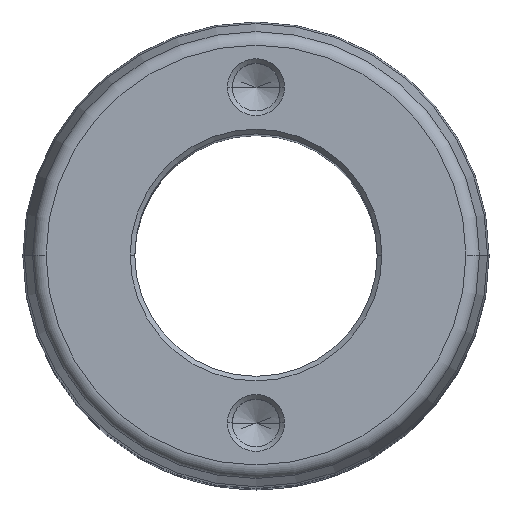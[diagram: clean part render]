
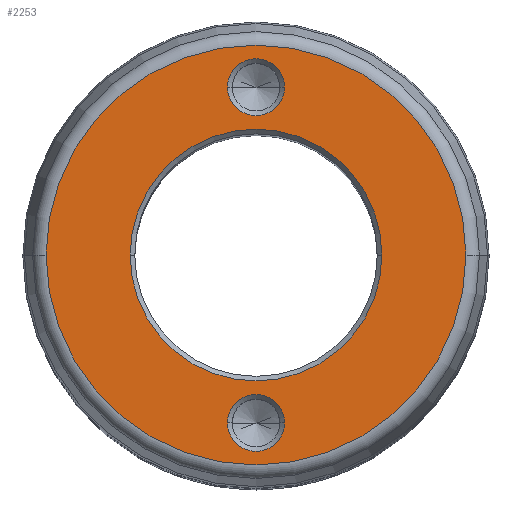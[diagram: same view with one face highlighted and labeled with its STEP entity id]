
A CAD part, top view. The second image highlights one B-rep face of the part: STEP entity #2253.
In plain terms, the highlighted planar face has unit normal (0, 0, 1).
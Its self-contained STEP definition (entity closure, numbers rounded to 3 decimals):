
#26 = EDGE_CURVE ( 'NONE', #2325, #2171, #3075, .T. ) ;
#87 = EDGE_CURVE ( 'NONE', #1559, #2683, #2444, .T. ) ;
#92 = FACE_BOUND ( 'NONE', #3237, .T. ) ;
#140 = AXIS2_PLACEMENT_3D ( 'NONE', #2183, #1287, #1259 ) ;
#168 = DIRECTION ( 'NONE',  ( 0., 0., -1. ) ) ;
#228 = CARTESIAN_POINT ( 'NONE',  ( 0., 0., 224. ) ) ;
#276 = CARTESIAN_POINT ( 'NONE',  ( 0., -36., 224. ) ) ;
#280 = DIRECTION ( 'NONE',  ( 0., 0., 1. ) ) ;
#307 = ORIENTED_EDGE ( 'NONE', *, *, #3059, .T. ) ;
#347 = AXIS2_PLACEMENT_3D ( 'NONE', #401, #3048, #3271 ) ;
#401 = CARTESIAN_POINT ( 'NONE',  ( 0., 0., 224. ) ) ;
#516 = CARTESIAN_POINT ( 'NONE',  ( 0., -36., 224. ) ) ;
#629 = CARTESIAN_POINT ( 'NONE',  ( 6.1, -36., 224. ) ) ;
#681 = CIRCLE ( 'NONE', #3722, 6.1 ) ;
#720 = CARTESIAN_POINT ( 'NONE',  ( 6.1, 36., 224. ) ) ;
#724 = CARTESIAN_POINT ( 'NONE',  ( 0., 0., 224. ) ) ;
#738 = DIRECTION ( 'NONE',  ( 1., 0., 0. ) ) ;
#765 = DIRECTION ( 'NONE',  ( 0., 0., -1. ) ) ;
#785 = CARTESIAN_POINT ( 'NONE',  ( -45.019, 0., 224. ) ) ;
#788 = DIRECTION ( 'NONE',  ( 1., 0., 0. ) ) ;
#789 = DIRECTION ( 'NONE',  ( 0., 0., 1. ) ) ;
#833 = DIRECTION ( 'NONE',  ( 1., 0., 0. ) ) ;
#856 = CARTESIAN_POINT ( 'NONE',  ( -6.1, 36., 224. ) ) ;
#897 = VERTEX_POINT ( 'NONE', #629 ) ;
#953 = FACE_BOUND ( 'NONE', #2429, .T. ) ;
#1031 = AXIS2_PLACEMENT_3D ( 'NONE', #3071, #789, #833 ) ;
#1051 = CIRCLE ( 'NONE', #2468, 6.1 ) ;
#1071 = DIRECTION ( 'NONE',  ( 0., 0., -1. ) ) ;
#1140 = EDGE_CURVE ( 'NONE', #1367, #1445, #2337, .T. ) ;
#1236 = EDGE_CURVE ( 'NONE', #1445, #1367, #2557, .T. ) ;
#1259 = DIRECTION ( 'NONE',  ( 1., 0., 0. ) ) ;
#1287 = DIRECTION ( 'NONE',  ( 0., 0., -1. ) ) ;
#1367 = VERTEX_POINT ( 'NONE', #3269 ) ;
#1385 = VERTEX_POINT ( 'NONE', #1869 ) ;
#1427 = ORIENTED_EDGE ( 'NONE', *, *, #1140, .T. ) ;
#1445 = VERTEX_POINT ( 'NONE', #1698 ) ;
#1455 = EDGE_LOOP ( 'NONE', ( #2553, #1755 ) ) ;
#1559 = VERTEX_POINT ( 'NONE', #785 ) ;
#1602 = CIRCLE ( 'NONE', #3671, 45.019 ) ;
#1612 = ORIENTED_EDGE ( 'NONE', *, *, #26, .T. ) ;
#1698 = CARTESIAN_POINT ( 'NONE',  ( 27., 0., 224. ) ) ;
#1708 = FACE_BOUND ( 'NONE', #1711, .T. ) ;
#1711 = EDGE_LOOP ( 'NONE', ( #2141, #1612 ) ) ;
#1755 = ORIENTED_EDGE ( 'NONE', *, *, #87, .T. ) ;
#1759 = DIRECTION ( 'NONE',  ( 1., 0., 0. ) ) ;
#1803 = AXIS2_PLACEMENT_3D ( 'NONE', #724, #168, #738 ) ;
#1869 = CARTESIAN_POINT ( 'NONE',  ( -6.1, -36., 224. ) ) ;
#2043 = DIRECTION ( 'NONE',  ( 1., 0., 0. ) ) ;
#2055 = ORIENTED_EDGE ( 'NONE', *, *, #1236, .T. ) ;
#2141 = ORIENTED_EDGE ( 'NONE', *, *, #3005, .T. ) ;
#2171 = VERTEX_POINT ( 'NONE', #720 ) ;
#2183 = CARTESIAN_POINT ( 'NONE',  ( 0., 36., 224. ) ) ;
#2192 = CARTESIAN_POINT ( 'NONE',  ( 45.019, 0., 224. ) ) ;
#2253 = ADVANCED_FACE ( 'NONE', ( #953, #1708, #92, #3044 ), #3635, .T. ) ;
#2262 = EDGE_CURVE ( 'NONE', #2683, #1559, #1602, .T. ) ;
#2320 = DIRECTION ( 'NONE',  ( 0., 0., -1. ) ) ;
#2325 = VERTEX_POINT ( 'NONE', #856 ) ;
#2337 = CIRCLE ( 'NONE', #1803, 27. ) ;
#2429 = EDGE_LOOP ( 'NONE', ( #3154, #307 ) ) ;
#2444 = CIRCLE ( 'NONE', #347, 45.019 ) ;
#2468 = AXIS2_PLACEMENT_3D ( 'NONE', #516, #1071, #3138 ) ;
#2553 = ORIENTED_EDGE ( 'NONE', *, *, #2262, .T. ) ;
#2557 = CIRCLE ( 'NONE', #3574, 27. ) ;
#2666 = AXIS2_PLACEMENT_3D ( 'NONE', #276, #2320, #2043 ) ;
#2683 = VERTEX_POINT ( 'NONE', #2192 ) ;
#2844 = DIRECTION ( 'NONE',  ( 1., 0., 0. ) ) ;
#2869 = DIRECTION ( 'NONE',  ( 0., 0., -1. ) ) ;
#3005 = EDGE_CURVE ( 'NONE', #2171, #2325, #681, .T. ) ;
#3044 = FACE_OUTER_BOUND ( 'NONE', #1455, .T. ) ;
#3048 = DIRECTION ( 'NONE',  ( 0., 0., 1. ) ) ;
#3059 = EDGE_CURVE ( 'NONE', #1385, #897, #1051, .T. ) ;
#3071 = CARTESIAN_POINT ( 'NONE',  ( 0., 0., 224. ) ) ;
#3075 = CIRCLE ( 'NONE', #140, 6.1 ) ;
#3111 = CARTESIAN_POINT ( 'NONE',  ( 0., 36., 224. ) ) ;
#3137 = EDGE_CURVE ( 'NONE', #897, #1385, #3402, .T. ) ;
#3138 = DIRECTION ( 'NONE',  ( 1., 0., 0. ) ) ;
#3154 = ORIENTED_EDGE ( 'NONE', *, *, #3137, .T. ) ;
#3164 = CARTESIAN_POINT ( 'NONE',  ( 0., 0., 224. ) ) ;
#3237 = EDGE_LOOP ( 'NONE', ( #2055, #1427 ) ) ;
#3269 = CARTESIAN_POINT ( 'NONE',  ( -27., 0., 224. ) ) ;
#3271 = DIRECTION ( 'NONE',  ( 1., 0., 0. ) ) ;
#3402 = CIRCLE ( 'NONE', #2666, 6.1 ) ;
#3574 = AXIS2_PLACEMENT_3D ( 'NONE', #228, #765, #788 ) ;
#3635 = PLANE ( 'NONE',  #1031 ) ;
#3671 = AXIS2_PLACEMENT_3D ( 'NONE', #3164, #280, #1759 ) ;
#3722 = AXIS2_PLACEMENT_3D ( 'NONE', #3111, #2869, #2844 ) ;
